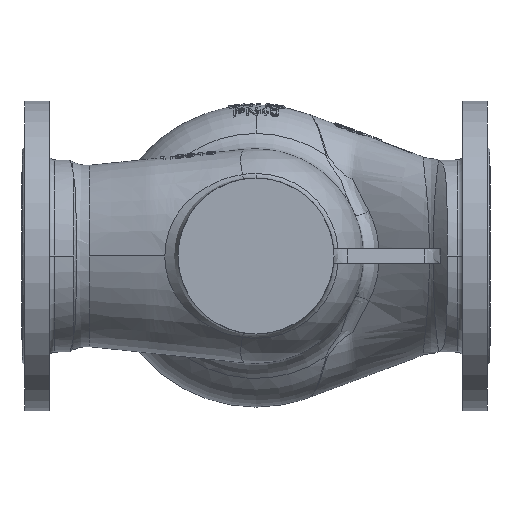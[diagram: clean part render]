
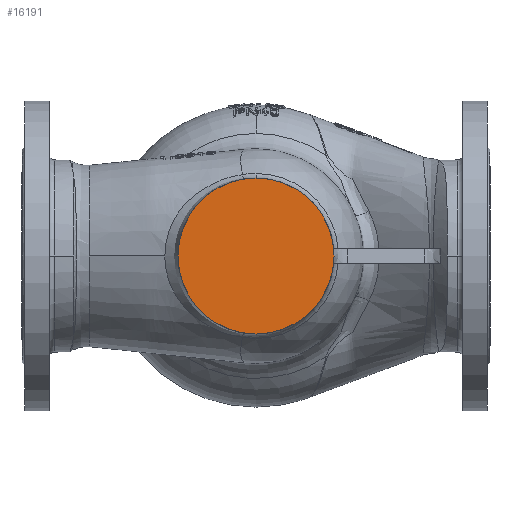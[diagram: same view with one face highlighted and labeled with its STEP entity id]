
A CAD part, front view. The second image highlights one B-rep face of the part: STEP entity #16191.
In plain terms, the highlighted planar face has unit normal (0, -1, 0).
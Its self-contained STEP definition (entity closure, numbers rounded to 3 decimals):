
#12410 = EDGE_CURVE ( 'NONE', #101419, #46577, #106693, .T. ) ;
#14733 = CARTESIAN_POINT ( 'NONE',  ( 0., -170., 80. ) ) ;
#16191 = ADVANCED_FACE ( 'NONE', ( #48015 ), #180563, .F. ) ;
#23101 = CARTESIAN_POINT ( 'NONE',  ( 0., -170., 0. ) ) ;
#24046 = DIRECTION ( 'NONE',  ( 0., 1., 0. ) ) ;
#24996 = DIRECTION ( 'NONE',  ( 0., 1., 0. ) ) ;
#38809 = DIRECTION ( 'NONE',  ( 0., 0., 1. ) ) ;
#46577 = VERTEX_POINT ( 'NONE', #134550 ) ;
#48015 = FACE_OUTER_BOUND ( 'NONE', #95538, .T. ) ;
#95538 = EDGE_LOOP ( 'NONE', ( #127184, #163242 ) ) ;
#101419 = VERTEX_POINT ( 'NONE', #14733 ) ;
#106693 = CIRCLE ( 'NONE', #135088, 80. ) ;
#117523 = CARTESIAN_POINT ( 'NONE',  ( 0., -170., 0. ) ) ;
#127184 = ORIENTED_EDGE ( 'NONE', *, *, #174011, .F. ) ;
#132275 = DIRECTION ( 'NONE',  ( 0., 1., 0. ) ) ;
#133226 = DIRECTION ( 'NONE',  ( 0., 0., 1. ) ) ;
#134162 = DIRECTION ( 'NONE',  ( 0., 0., 1. ) ) ;
#134550 = CARTESIAN_POINT ( 'NONE',  ( 0., -170., -80. ) ) ;
#135088 = AXIS2_PLACEMENT_3D ( 'NONE', #117523, #24046, #133226 ) ;
#141010 = CIRCLE ( 'NONE', #144158, 80. ) ;
#144158 = AXIS2_PLACEMENT_3D ( 'NONE', #23101, #132275, #38809 ) ;
#163242 = ORIENTED_EDGE ( 'NONE', *, *, #12410, .F. ) ;
#174011 = EDGE_CURVE ( 'NONE', #46577, #101419, #141010, .T. ) ;
#179637 = AXIS2_PLACEMENT_3D ( 'NONE', #196268, #24996, #134162 ) ;
#180563 = PLANE ( 'NONE',  #179637 ) ;
#196268 = CARTESIAN_POINT ( 'NONE',  ( 0., -170., 0. ) ) ;
